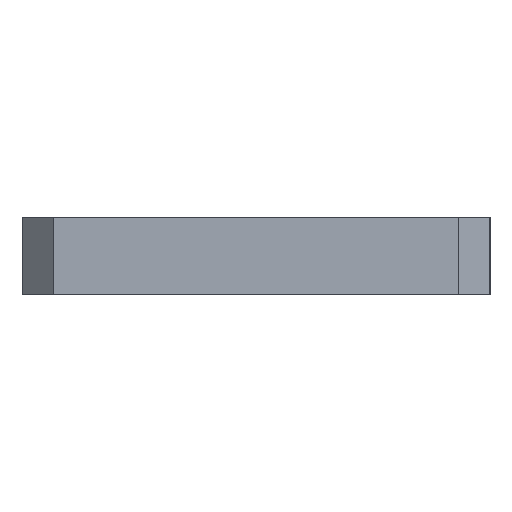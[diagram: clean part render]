
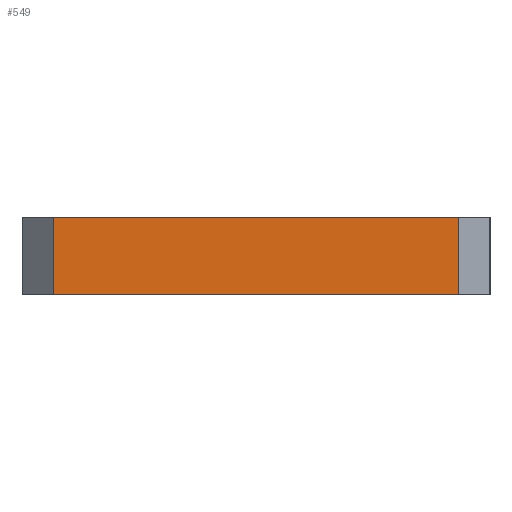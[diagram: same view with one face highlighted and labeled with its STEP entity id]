
A CAD part, left-side view. The second image highlights one B-rep face of the part: STEP entity #549.
In plain terms, the highlighted planar face has unit normal (-1, 0, 0).
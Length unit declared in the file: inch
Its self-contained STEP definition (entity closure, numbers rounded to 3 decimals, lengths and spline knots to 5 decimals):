
#108=FACE_OUTER_BOUND('',#159,.T.);
#159=EDGE_LOOP('',(#489,#490,#491,#492));
#168=LINE('',#800,#211);
#174=LINE('',#835,#217);
#203=LINE('',#927,#246);
#204=LINE('',#928,#247);
#211=VECTOR('',#635,1.3);
#217=VECTOR('',#665,1.3);
#246=VECTOR('',#772,0.25);
#247=VECTOR('',#773,0.25);
#254=VERTEX_POINT('',#797);
#255=VERTEX_POINT('',#799);
#271=VERTEX_POINT('',#833);
#272=VERTEX_POINT('',#834);
#300=EDGE_CURVE('',#254,#255,#168,.T.);
#317=EDGE_CURVE('',#271,#272,#174,.T.);
#364=EDGE_CURVE('',#254,#271,#203,.T.);
#365=EDGE_CURVE('',#272,#255,#204,.T.);
#489=ORIENTED_EDGE('',*,*,#300,.F.);
#490=ORIENTED_EDGE('',*,*,#364,.T.);
#491=ORIENTED_EDGE('',*,*,#317,.T.);
#492=ORIENTED_EDGE('',*,*,#365,.T.);
#524=PLANE('',#621);
#549=ADVANCED_FACE('',(#108),#524,.T.);
#621=AXIS2_PLACEMENT_3D('',#926,#770,#771);
#635=DIRECTION('',(0.,-1.,0.));
#665=DIRECTION('',(0.,-1.,0.));
#770=DIRECTION('center_axis',(-1.,0.,0.));
#771=DIRECTION('ref_axis',(0.,0.,1.));
#772=DIRECTION('',(0.,0.,-1.));
#773=DIRECTION('',(0.,0.,1.));
#797=CARTESIAN_POINT('',(-2.975,0.65,0.125));
#799=CARTESIAN_POINT('',(-2.975,-0.65,0.125));
#800=CARTESIAN_POINT('',(-2.975,0.65,0.125));
#833=CARTESIAN_POINT('',(-2.975,0.65,-0.125));
#834=CARTESIAN_POINT('',(-2.975,-0.65,-0.125));
#835=CARTESIAN_POINT('',(-2.975,0.65,-0.125));
#926=CARTESIAN_POINT('Origin',(-2.975,0.75,-0.125));
#927=CARTESIAN_POINT('',(-2.975,0.65,0.125));
#928=CARTESIAN_POINT('',(-2.975,-0.65,-0.125));
